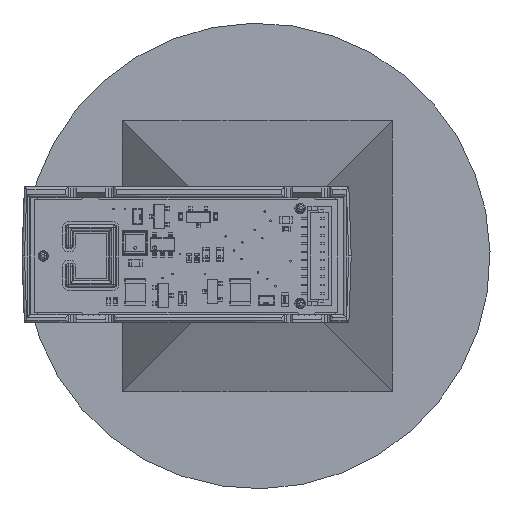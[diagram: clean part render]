
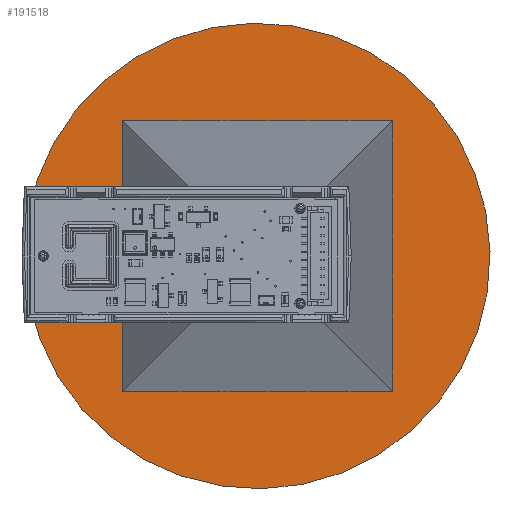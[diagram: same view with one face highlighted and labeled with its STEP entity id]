
A CAD part, front view. The second image highlights one B-rep face of the part: STEP entity #191518.
In plain terms, the highlighted planar face has unit normal (0, -1, 0).
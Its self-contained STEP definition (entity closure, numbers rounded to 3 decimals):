
#55263 = DIRECTION ( 'NONE',  ( 0., 1., 0. ) ) ;
#70842 = CARTESIAN_POINT ( 'NONE',  ( 0., 0., 0. ) ) ;
#76210 = EDGE_CURVE ( 'NONE', #123581, #275188, #239672, .T. ) ;
#78078 = CARTESIAN_POINT ( 'NONE',  ( 0., 0., 0. ) ) ;
#79924 = CARTESIAN_POINT ( 'NONE',  ( 0., 0., 28. ) ) ;
#95373 = AXIS2_PLACEMENT_3D ( 'NONE', #78078, #55263, #302678 ) ;
#104498 = CARTESIAN_POINT ( 'NONE',  ( 0., 0., -28. ) ) ;
#113251 = CIRCLE ( 'NONE', #254513, 28. ) ;
#117388 = DIRECTION ( 'NONE',  ( 0., -1., 0. ) ) ;
#121788 = ORIENTED_EDGE ( 'NONE', *, *, #76210, .T. ) ;
#123581 = VERTEX_POINT ( 'NONE', #79924 ) ;
#126491 = CARTESIAN_POINT ( 'NONE',  ( 0., 0., 0. ) ) ;
#142931 = FACE_OUTER_BOUND ( 'NONE', #251698, .T. ) ;
#169020 = AXIS2_PLACEMENT_3D ( 'NONE', #126491, #203520, #251244 ) ;
#191518 = ADVANCED_FACE ( 'NONE', ( #142931 ), #226657, .F. ) ;
#203520 = DIRECTION ( 'NONE',  ( 0., -1., 0. ) ) ;
#226657 = PLANE ( 'NONE',  #95373 ) ;
#239672 = CIRCLE ( 'NONE', #169020, 28. ) ;
#244326 = DIRECTION ( 'NONE',  ( 0., 0., -1. ) ) ;
#245664 = ORIENTED_EDGE ( 'NONE', *, *, #310369, .T. ) ;
#251244 = DIRECTION ( 'NONE',  ( 0., 0., -1. ) ) ;
#251698 = EDGE_LOOP ( 'NONE', ( #245664, #121788 ) ) ;
#254513 = AXIS2_PLACEMENT_3D ( 'NONE', #70842, #117388, #244326 ) ;
#275188 = VERTEX_POINT ( 'NONE', #104498 ) ;
#302678 = DIRECTION ( 'NONE',  ( 0., 0., 1. ) ) ;
#310369 = EDGE_CURVE ( 'NONE', #275188, #123581, #113251, .T. ) ;
